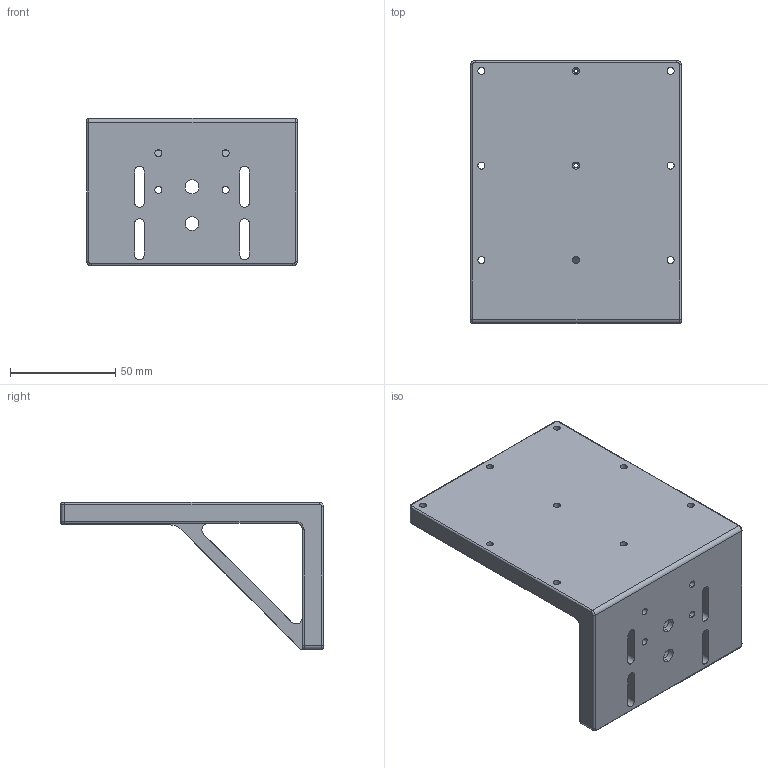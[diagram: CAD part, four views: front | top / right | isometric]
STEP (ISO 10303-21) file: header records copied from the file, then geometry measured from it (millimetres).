
FILE_DESCRIPTION (( 'STEP AP203' ), '1' );
FILE_NAME ('OMLA炵蹈眻褒蛌諉啣 OMLA06B.STEP', '2021-05-20T08:16:26', ( 'Microsoft' ), ( 'Microsoft' ), 'SwSTEP 2.0', 'SolidWorks 2018', '' );
FILE_SCHEMA (( 'CONFIG_CONTROL_DESIGN' ));
Length unit declared in the file: millimetre
Products named in the file (2): OMLA06B-01 SPYD100-L蟀諉啣6; OMLA炵蹈眻褒蛌諉啣 OMLA06B
Assembly tree (1 placements, depth 2):
  OMLA炵蹈眻褒蛌諉啣 OMLA06B
    OMLA06B-01 SPYD100-L蟀諉啣6
Bounding box: 100 x 125 x 70 mm (x, y, z)
Volume: 198232.3 mm3; surface area: 51151.2 mm2
Topology: 1 solids, 1 shells, 276 faces, 737 edges, 482 vertices
Faces by surface type: plane 122, cylinder 80, bspline 58, torus 12, cone 4
Entity records: 13231 total; most frequent: CARTESIAN_POINT 6364, ORIENTED_EDGE 1474, DIRECTION 1205, EDGE_CURVE 737, VERTEX_POINT 482, LINE 439, VECTOR 439, AXIS2_PLACEMENT_3D 383
